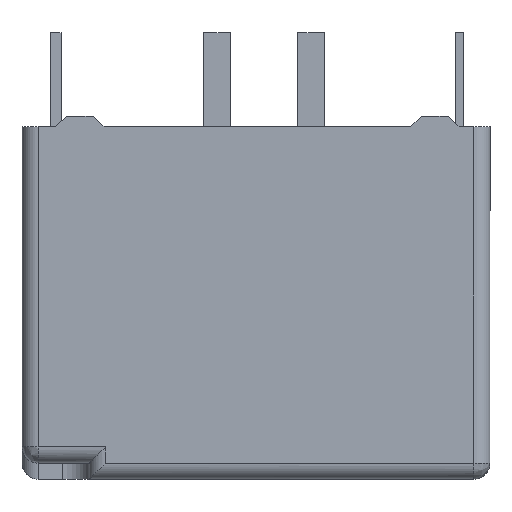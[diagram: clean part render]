
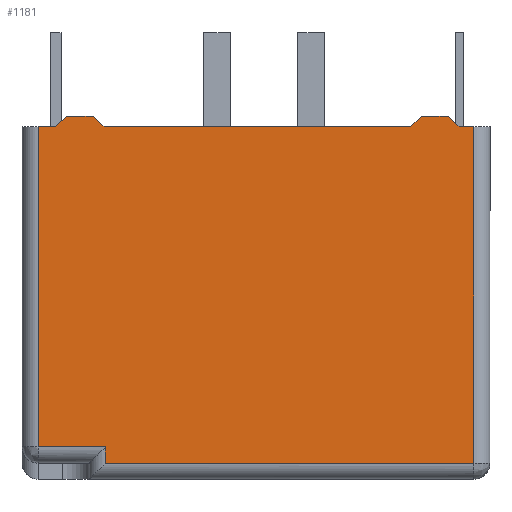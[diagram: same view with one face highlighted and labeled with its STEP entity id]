
A CAD part, front view. The second image highlights one B-rep face of the part: STEP entity #1181.
In plain terms, the highlighted planar face has unit normal (0, -1, 0).
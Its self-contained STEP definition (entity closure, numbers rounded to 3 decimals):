
#39 = VECTOR ( 'NONE', #989, 1000. ) ;
#79 = ORIENTED_EDGE ( 'NONE', *, *, #2427, .T. ) ;
#83 = VERTEX_POINT ( 'NONE', #2420 ) ;
#126 = CARTESIAN_POINT ( 'NONE',  ( 15.55, -1.45, 0. ) ) ;
#131 = AXIS2_PLACEMENT_3D ( 'NONE', #2277, #2550, #2564 ) ;
#158 = VERTEX_POINT ( 'NONE', #1775 ) ;
#265 = CARTESIAN_POINT ( 'NONE',  ( 0., -1.45, 0. ) ) ;
#319 = VECTOR ( 'NONE', #2187, 1000. ) ;
#322 = DIRECTION ( 'NONE',  ( 1., 0., 0. ) ) ;
#338 = DIRECTION ( 'NONE',  ( 0., 0., -1. ) ) ;
#345 = VECTOR ( 'NONE', #338, 1000. ) ;
#374 = VECTOR ( 'NONE', #2133, 1000. ) ;
#384 = DIRECTION ( 'NONE',  ( -0.707, 0., -0.707 ) ) ;
#431 = EDGE_CURVE ( 'NONE', #1081, #2604, #2776, .T. ) ;
#438 = CARTESIAN_POINT ( 'NONE',  ( 15.55, -1.45, 0. ) ) ;
#451 = VECTOR ( 'NONE', #856, 1000. ) ;
#462 = DIRECTION ( 'NONE',  ( 0.707, 0., 0.707 ) ) ;
#504 = DIRECTION ( 'NONE',  ( -0.707, 0., 0.707 ) ) ;
#516 = LINE ( 'NONE', #1390, #1792 ) ;
#534 = EDGE_LOOP ( 'NONE', ( #2647, #909, #3063, #2992, #1488, #1640, #2572, #2189, #1012, #79, #1566, #2537, #1709, #2569 ) ) ;
#568 = FACE_OUTER_BOUND ( 'NONE', #534, .T. ) ;
#574 = DIRECTION ( 'NONE',  ( 0.707, 0., -0.707 ) ) ;
#584 = CARTESIAN_POINT ( 'NONE',  ( 1.85, -1.45, 0. ) ) ;
#625 = CARTESIAN_POINT ( 'NONE',  ( 15., -1.45, 0. ) ) ;
#646 = VECTOR ( 'NONE', #1484, 1000. ) ;
#678 = CARTESIAN_POINT ( 'NONE',  ( 14.6, -1.45, 0.4 ) ) ;
#725 = CARTESIAN_POINT ( 'NONE',  ( 13.2, -1.45, -12.5 ) ) ;
#748 = VECTOR ( 'NONE', #462, 1000. ) ;
#750 = CARTESIAN_POINT ( 'NONE',  ( -0.65, -1.45, 0. ) ) ;
#787 = VECTOR ( 'NONE', #1011, 1000. ) ;
#809 = VERTEX_POINT ( 'NONE', #1266 ) ;
#824 = EDGE_CURVE ( 'NONE', #1485, #1675, #2999, .T. ) ;
#839 = DIRECTION ( 'NONE',  ( 1., 0., 0. ) ) ;
#852 = CARTESIAN_POINT ( 'NONE',  ( -0.65, -1.45, -11.9 ) ) ;
#856 = DIRECTION ( 'NONE',  ( -1., 0., 0. ) ) ;
#909 = ORIENTED_EDGE ( 'NONE', *, *, #824, .T. ) ;
#978 = CARTESIAN_POINT ( 'NONE',  ( 0.4, -1.45, 0.4 ) ) ;
#979 = LINE ( 'NONE', #625, #1474 ) ;
#989 = DIRECTION ( 'NONE',  ( 1., 0., 0. ) ) ;
#994 = LINE ( 'NONE', #438, #319 ) ;
#997 = VERTEX_POINT ( 'NONE', #126 ) ;
#1011 = DIRECTION ( 'NONE',  ( 1., 0., 0. ) ) ;
#1012 = ORIENTED_EDGE ( 'NONE', *, *, #1332, .F. ) ;
#1061 = EDGE_CURVE ( 'NONE', #1548, #158, #979, .T. ) ;
#1081 = VERTEX_POINT ( 'NONE', #750 ) ;
#1125 = LINE ( 'NONE', #2865, #451 ) ;
#1181 = ADVANCED_FACE ( 'NONE', ( #568 ), #2268, .T. ) ;
#1202 = CARTESIAN_POINT ( 'NONE',  ( 13.2, -1.45, 0.4 ) ) ;
#1266 = CARTESIAN_POINT ( 'NONE',  ( 13.6, -1.45, 0.4 ) ) ;
#1269 = LINE ( 'NONE', #725, #39 ) ;
#1332 = EDGE_CURVE ( 'NONE', #2271, #2418, #1880, .T. ) ;
#1390 = CARTESIAN_POINT ( 'NONE',  ( -0.65, -1.45, 0. ) ) ;
#1474 = VECTOR ( 'NONE', #574, 1000. ) ;
#1484 = DIRECTION ( 'NONE',  ( -1., 0., 0. ) ) ;
#1485 = VERTEX_POINT ( 'NONE', #3051 ) ;
#1488 = ORIENTED_EDGE ( 'NONE', *, *, #2293, .T. ) ;
#1548 = VERTEX_POINT ( 'NONE', #678 ) ;
#1566 = ORIENTED_EDGE ( 'NONE', *, *, #2176, .T. ) ;
#1640 = ORIENTED_EDGE ( 'NONE', *, *, #1061, .F. ) ;
#1675 = VERTEX_POINT ( 'NONE', #2478 ) ;
#1709 = ORIENTED_EDGE ( 'NONE', *, *, #431, .F. ) ;
#1719 = CARTESIAN_POINT ( 'NONE',  ( 13.2, -1.45, 0. ) ) ;
#1775 = CARTESIAN_POINT ( 'NONE',  ( 15., -1.45, 0. ) ) ;
#1792 = VECTOR ( 'NONE', #1972, 1000. ) ;
#1863 = CARTESIAN_POINT ( 'NONE',  ( 1.4, -1.45, 0.4 ) ) ;
#1880 = LINE ( 'NONE', #265, #3108 ) ;
#1917 = VERTEX_POINT ( 'NONE', #2552 ) ;
#1972 = DIRECTION ( 'NONE',  ( 0., 0., -1. ) ) ;
#1985 = LINE ( 'NONE', #1202, #646 ) ;
#2005 = VERTEX_POINT ( 'NONE', #1863 ) ;
#2018 = CARTESIAN_POINT ( 'NONE',  ( 1.8, -1.45, 0. ) ) ;
#2053 = VECTOR ( 'NONE', #504, 1000. ) ;
#2090 = EDGE_CURVE ( 'NONE', #1081, #2651, #516, .T. ) ;
#2093 = CARTESIAN_POINT ( 'NONE',  ( 0., -1.45, 0. ) ) ;
#2095 = LINE ( 'NONE', #1719, #748 ) ;
#2121 = EDGE_CURVE ( 'NONE', #1548, #809, #2377, .T. ) ;
#2132 = CARTESIAN_POINT ( 'NONE',  ( 1.8, -1.45, 0. ) ) ;
#2133 = DIRECTION ( 'NONE',  ( -1., 0., 0. ) ) ;
#2176 = EDGE_CURVE ( 'NONE', #2005, #83, #1985, .T. ) ;
#2187 = DIRECTION ( 'NONE',  ( 0., 0., 1. ) ) ;
#2189 = ORIENTED_EDGE ( 'NONE', *, *, #2904, .F. ) ;
#2268 = PLANE ( 'NONE',  #131 ) ;
#2271 = VERTEX_POINT ( 'NONE', #2132 ) ;
#2277 = CARTESIAN_POINT ( 'NONE',  ( 13.2, -1.45, 0. ) ) ;
#2293 = EDGE_CURVE ( 'NONE', #997, #158, #1125, .T. ) ;
#2335 = EDGE_CURVE ( 'NONE', #83, #2604, #2375, .T. ) ;
#2375 = LINE ( 'NONE', #978, #3019 ) ;
#2377 = LINE ( 'NONE', #2430, #374 ) ;
#2405 = EDGE_CURVE ( 'NONE', #2651, #1485, #2729, .T. ) ;
#2418 = VERTEX_POINT ( 'NONE', #2762 ) ;
#2420 = CARTESIAN_POINT ( 'NONE',  ( 0.4, -1.45, 0.4 ) ) ;
#2427 = EDGE_CURVE ( 'NONE', #2271, #2005, #2650, .T. ) ;
#2430 = CARTESIAN_POINT ( 'NONE',  ( 13.2, -1.45, 0.4 ) ) ;
#2478 = CARTESIAN_POINT ( 'NONE',  ( 1.85, -1.45, -12.5 ) ) ;
#2508 = CARTESIAN_POINT ( 'NONE',  ( 13.2, -1.45, -11.9 ) ) ;
#2537 = ORIENTED_EDGE ( 'NONE', *, *, #2335, .T. ) ;
#2550 = DIRECTION ( 'NONE',  ( 0., -1., 0. ) ) ;
#2552 = CARTESIAN_POINT ( 'NONE',  ( 15.55, -1.45, -12.5 ) ) ;
#2564 = DIRECTION ( 'NONE',  ( 0., 0., -1. ) ) ;
#2569 = ORIENTED_EDGE ( 'NONE', *, *, #2090, .T. ) ;
#2572 = ORIENTED_EDGE ( 'NONE', *, *, #2121, .T. ) ;
#2604 = VERTEX_POINT ( 'NONE', #3065 ) ;
#2647 = ORIENTED_EDGE ( 'NONE', *, *, #2405, .T. ) ;
#2650 = LINE ( 'NONE', #2018, #2053 ) ;
#2651 = VERTEX_POINT ( 'NONE', #852 ) ;
#2729 = LINE ( 'NONE', #2508, #787 ) ;
#2762 = CARTESIAN_POINT ( 'NONE',  ( 13.2, -1.45, 0. ) ) ;
#2776 = LINE ( 'NONE', #2093, #2852 ) ;
#2852 = VECTOR ( 'NONE', #839, 1000. ) ;
#2856 = EDGE_CURVE ( 'NONE', #1917, #997, #994, .T. ) ;
#2865 = CARTESIAN_POINT ( 'NONE',  ( 13.2, -1.45, 0. ) ) ;
#2904 = EDGE_CURVE ( 'NONE', #2418, #809, #2095, .T. ) ;
#2961 = EDGE_CURVE ( 'NONE', #1675, #1917, #1269, .T. ) ;
#2992 = ORIENTED_EDGE ( 'NONE', *, *, #2856, .T. ) ;
#2999 = LINE ( 'NONE', #584, #345 ) ;
#3019 = VECTOR ( 'NONE', #384, 1000. ) ;
#3051 = CARTESIAN_POINT ( 'NONE',  ( 1.85, -1.45, -11.9 ) ) ;
#3063 = ORIENTED_EDGE ( 'NONE', *, *, #2961, .T. ) ;
#3065 = CARTESIAN_POINT ( 'NONE',  ( 0., -1.45, 0. ) ) ;
#3108 = VECTOR ( 'NONE', #322, 1000. ) ;
